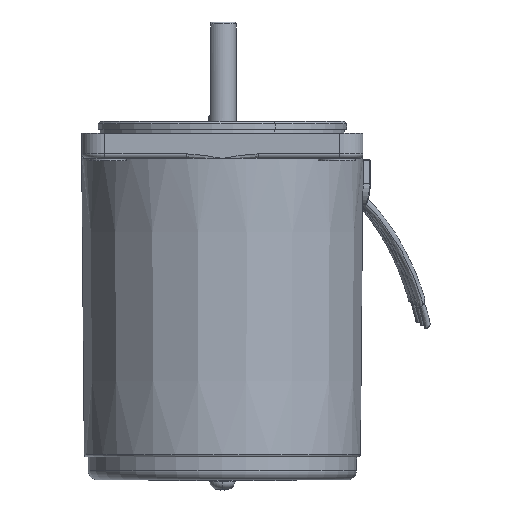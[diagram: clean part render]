
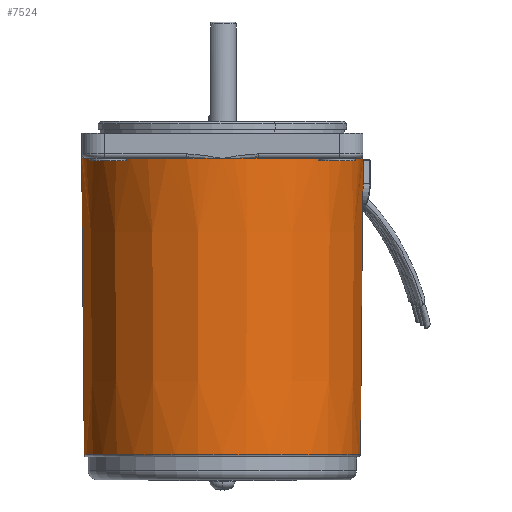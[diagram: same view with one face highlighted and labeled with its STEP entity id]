
A CAD part, left-side view. The second image highlights one B-rep face of the part: STEP entity #7524.
In plain terms, the highlighted conical face has half-angle 0.5 degrees and reference radius 29.841 mm.
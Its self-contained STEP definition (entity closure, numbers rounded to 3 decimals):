
#1985 = DIRECTION ( 'NONE',  ( 1., 0., 0. ) ) ;
#1986 = DIRECTION ( 'NONE',  ( 0., 0., 1. ) ) ;
#1987 = CARTESIAN_POINT ( 'NONE',  ( 0., 0., -69.504 ) ) ;
#1990 = AXIS2_PLACEMENT_3D ( 'NONE', #1987, #1986, #1985 ) ;
#1992 = CONICAL_SURFACE ( 'NONE', #2048, 29.841, 0.009 ) ;
#1993 = CARTESIAN_POINT ( 'NONE',  ( 0., 0., -69.504 ) ) ;
#1996 = LINE ( 'NONE', #2043, #2042 ) ;
#2007 = FACE_OUTER_BOUND ( 'NONE', #7534, .T. ) ;
#2008 = CIRCLE ( 'NONE', #1990, 29.841 ) ;
#2029 = AXIS2_PLACEMENT_3D ( 'NONE', #2079, #2078, #2077 ) ;
#2032 = CARTESIAN_POINT ( 'NONE',  ( -29.4, 7.733, -5.5 ) ) ;
#2035 = CIRCLE ( 'NONE', #2029, 30.4 ) ;
#2041 = DIRECTION ( 'NONE',  ( -0.009, 0., 1. ) ) ;
#2042 = VECTOR ( 'NONE', #2041, 1000. ) ;
#2043 = CARTESIAN_POINT ( 'NONE',  ( -29.841, 0., -69.504 ) ) ;
#2046 = DIRECTION ( 'NONE',  ( 1., 0., 0. ) ) ;
#2047 = DIRECTION ( 'NONE',  ( 0., 0., 1. ) ) ;
#2048 = AXIS2_PLACEMENT_3D ( 'NONE', #1993, #2047, #2046 ) ;
#2067 = CARTESIAN_POINT ( 'NONE',  ( -29.841, 0., -69.504 ) ) ;
#2072 = CARTESIAN_POINT ( 'NONE',  ( 29.841, 0., -69.504 ) ) ;
#2077 = DIRECTION ( 'NONE',  ( 1., 0., 0. ) ) ;
#2078 = DIRECTION ( 'NONE',  ( 0., 0., 1. ) ) ;
#2079 = CARTESIAN_POINT ( 'NONE',  ( 0., 0., -5.5 ) ) ;
#2111 = CARTESIAN_POINT ( 'NONE',  ( -7.733, 29.4, -5.5 ) ) ;
#2112 = CARTESIAN_POINT ( 'NONE',  ( -30.4, 0., -5.5 ) ) ;
#2113 = DIRECTION ( 'NONE',  ( 1., 0., 0. ) ) ;
#2114 = DIRECTION ( 'NONE',  ( 0., 0., 1. ) ) ;
#2115 = AXIS2_PLACEMENT_3D ( 'NONE', #2130, #2114, #2113 ) ;
#2116 = CIRCLE ( 'NONE', #2115, 30.4 ) ;
#2117 = CARTESIAN_POINT ( 'NONE',  ( 30.4, 0., -5.5 ) ) ;
#2118 = CARTESIAN_POINT ( 'NONE',  ( 29.4, 7.733, -5.5 ) ) ;
#2130 = CARTESIAN_POINT ( 'NONE',  ( 0., 0., -5.5 ) ) ;
#2134 = CARTESIAN_POINT ( 'NONE',  ( 7.733, 29.4, -5.5 ) ) ;
#2250 = CARTESIAN_POINT ( 'NONE',  ( 0., 30.4, -5.5 ) ) ;
#2269 = CARTESIAN_POINT ( 'NONE',  ( 0., 0., -5.5 ) ) ;
#2270 = AXIS2_PLACEMENT_3D ( 'NONE', #2269, #2327, #2326 ) ;
#2272 = DIRECTION ( 'NONE',  ( 1., 0., 0. ) ) ;
#2273 = DIRECTION ( 'NONE',  ( 0., 0., 1. ) ) ;
#2276 = AXIS2_PLACEMENT_3D ( 'NONE', #2281, #2273, #2272 ) ;
#2277 = DIRECTION ( 'NONE',  ( 1., 0., 0. ) ) ;
#2278 = DIRECTION ( 'NONE',  ( 0., 0., 1. ) ) ;
#2279 = CIRCLE ( 'NONE', #2270, 30.4 ) ;
#2281 = CARTESIAN_POINT ( 'NONE',  ( 0., 0., -5.5 ) ) ;
#2282 = DIRECTION ( 'NONE',  ( 1., 0., 0. ) ) ;
#2283 = DIRECTION ( 'NONE',  ( 0., 0., 1. ) ) ;
#2284 = CARTESIAN_POINT ( 'NONE',  ( 0., 0., -5.5 ) ) ;
#2285 = AXIS2_PLACEMENT_3D ( 'NONE', #2284, #2283, #2282 ) ;
#2286 = AXIS2_PLACEMENT_3D ( 'NONE', #2287, #2278, #2277 ) ;
#2287 = CARTESIAN_POINT ( 'NONE',  ( 0., 0., -5.5 ) ) ;
#2288 = CIRCLE ( 'NONE', #2276, 30.4 ) ;
#2289 = DIRECTION ( 'NONE',  ( 0.009, 0., 1. ) ) ;
#2290 = VECTOR ( 'NONE', #2289, 1000. ) ;
#2293 = CIRCLE ( 'NONE', #2285, 30.4 ) ;
#2294 = CIRCLE ( 'NONE', #2286, 30.4 ) ;
#2295 = LINE ( 'NONE', #2297, #2290 ) ;
#2297 = CARTESIAN_POINT ( 'NONE',  ( 29.841, 0., -69.504 ) ) ;
#2326 = DIRECTION ( 'NONE',  ( 1., 0., 0. ) ) ;
#2327 = DIRECTION ( 'NONE',  ( 0., 0., 1. ) ) ;
#6747 = ORIENTED_EDGE ( 'NONE', *, *, #7539, .F. ) ;
#7523 = EDGE_CURVE ( 'NONE', #7565, #7557, #2008, .T. ) ;
#7524 = ADVANCED_FACE ( 'NONE', ( #2007 ), #1992, .T. ) ;
#7525 = ORIENTED_EDGE ( 'NONE', *, *, #7527, .T. ) ;
#7526 = ORIENTED_EDGE ( 'NONE', *, *, #7523, .T. ) ;
#7527 = EDGE_CURVE ( 'NONE', #7557, #7623, #1996, .T. ) ;
#7534 = EDGE_LOOP ( 'NONE', ( #7526, #7525, #6747, #7564, #7597, #7674, #7667, #7610, #7598 ) ) ;
#7539 = EDGE_CURVE ( 'NONE', #7546, #7623, #2035, .T. ) ;
#7546 = VERTEX_POINT ( 'NONE', #2032 ) ;
#7557 = VERTEX_POINT ( 'NONE', #2067 ) ;
#7564 = ORIENTED_EDGE ( 'NONE', *, *, #7669, .F. ) ;
#7565 = VERTEX_POINT ( 'NONE', #2072 ) ;
#7597 = ORIENTED_EDGE ( 'NONE', *, *, #7672, .F. ) ;
#7598 = ORIENTED_EDGE ( 'NONE', *, *, #7665, .F. ) ;
#7602 = VERTEX_POINT ( 'NONE', #2118 ) ;
#7603 = EDGE_CURVE ( 'NONE', #7602, #7605, #2116, .T. ) ;
#7604 = VERTEX_POINT ( 'NONE', #2117 ) ;
#7605 = VERTEX_POINT ( 'NONE', #2134 ) ;
#7606 = VERTEX_POINT ( 'NONE', #2111 ) ;
#7610 = ORIENTED_EDGE ( 'NONE', *, *, #7671, .F. ) ;
#7623 = VERTEX_POINT ( 'NONE', #2112 ) ;
#7658 = VERTEX_POINT ( 'NONE', #2250 ) ;
#7665 = EDGE_CURVE ( 'NONE', #7565, #7604, #2295, .T. ) ;
#7667 = ORIENTED_EDGE ( 'NONE', *, *, #7603, .F. ) ;
#7669 = EDGE_CURVE ( 'NONE', #7606, #7546, #2293, .T. ) ;
#7671 = EDGE_CURVE ( 'NONE', #7604, #7602, #2294, .T. ) ;
#7672 = EDGE_CURVE ( 'NONE', #7658, #7606, #2288, .T. ) ;
#7674 = ORIENTED_EDGE ( 'NONE', *, *, #7675, .F. ) ;
#7675 = EDGE_CURVE ( 'NONE', #7605, #7658, #2279, .T. ) ;
